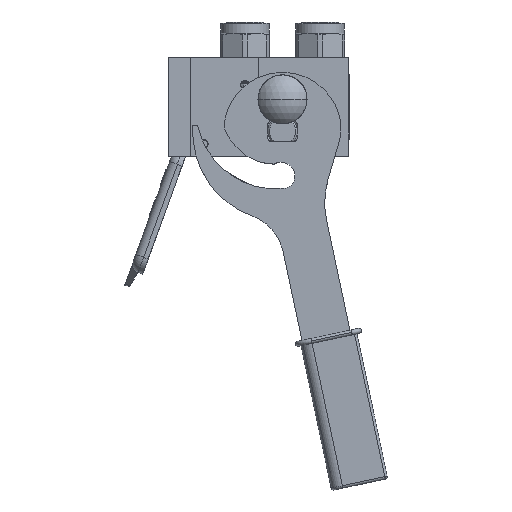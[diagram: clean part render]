
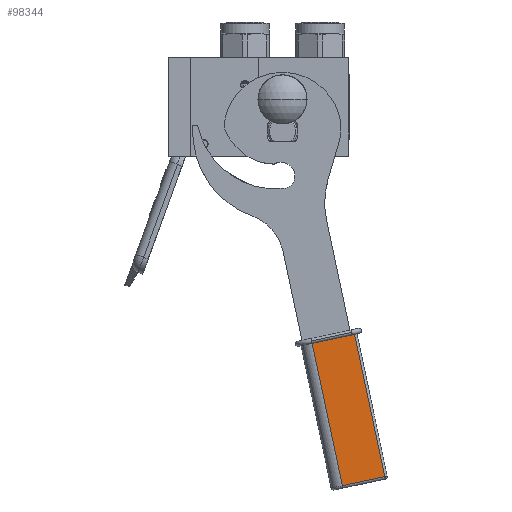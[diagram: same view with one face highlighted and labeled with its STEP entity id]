
A CAD part, front view. The second image highlights one B-rep face of the part: STEP entity #98344.
In plain terms, the highlighted face is planar.
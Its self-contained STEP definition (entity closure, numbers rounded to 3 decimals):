
#99 = VERTEX_POINT ( 'NONE', #54194 ) ;
#1069 = FACE_OUTER_BOUND ( 'NONE', #27649, .T. ) ;
#4407 = DIRECTION ( 'NONE',  ( 0., -1., 0. ) ) ;
#6335 = VERTEX_POINT ( 'NONE', #35120 ) ;
#6548 = VERTEX_POINT ( 'NONE', #91237 ) ;
#9012 = EDGE_CURVE ( 'NONE', #6548, #6335, #47212, .T. ) ;
#10551 = ORIENTED_EDGE ( 'NONE', *, *, #114415, .T. ) ;
#12012 = CARTESIAN_POINT ( 'NONE',  ( 8., 92., -10.5 ) ) ;
#12591 = DIRECTION ( 'NONE',  ( 1., 0., 0. ) ) ;
#14708 = VECTOR ( 'NONE', #67279, 1000. ) ;
#17875 = ORIENTED_EDGE ( 'NONE', *, *, #113535, .T. ) ;
#27649 = EDGE_LOOP ( 'NONE', ( #90031, #10551, #97792, #17875 ) ) ;
#28083 = LINE ( 'NONE', #68196, #101733 ) ;
#35120 = CARTESIAN_POINT ( 'NONE',  ( 8., 3., -10.5 ) ) ;
#45375 = AXIS2_PLACEMENT_3D ( 'NONE', #57434, #12591, #103842 ) ;
#47212 = LINE ( 'NONE', #118648, #48726 ) ;
#48726 = VECTOR ( 'NONE', #119834, 1000. ) ;
#54194 = CARTESIAN_POINT ( 'NONE',  ( 8., 92., 16. ) ) ;
#57434 = CARTESIAN_POINT ( 'NONE',  ( 8., 0., 17.5 ) ) ;
#58234 = PLANE ( 'NONE',  #45375 ) ;
#65334 = LINE ( 'NONE', #77317, #14708 ) ;
#67279 = DIRECTION ( 'NONE',  ( 0., 0., -1. ) ) ;
#68196 = CARTESIAN_POINT ( 'NONE',  ( 8., 92., 16. ) ) ;
#77317 = CARTESIAN_POINT ( 'NONE',  ( 8., 92., 16. ) ) ;
#90031 = ORIENTED_EDGE ( 'NONE', *, *, #94589, .F. ) ;
#90386 = DIRECTION ( 'NONE',  ( 0., 1., 0. ) ) ;
#91237 = CARTESIAN_POINT ( 'NONE',  ( 8., 3., 16. ) ) ;
#92573 = VERTEX_POINT ( 'NONE', #12012 ) ;
#94589 = EDGE_CURVE ( 'NONE', #99, #92573, #65334, .T. ) ;
#97792 = ORIENTED_EDGE ( 'NONE', *, *, #9012, .T. ) ;
#98344 = ADVANCED_FACE ( 'NONE', ( #1069 ), #58234, .T. ) ;
#101733 = VECTOR ( 'NONE', #4407, 1000. ) ;
#103842 = DIRECTION ( 'NONE',  ( 0., 0., -1. ) ) ;
#113535 = EDGE_CURVE ( 'NONE', #6335, #92573, #119001, .T. ) ;
#114415 = EDGE_CURVE ( 'NONE', #99, #6548, #28083, .T. ) ;
#117514 = CARTESIAN_POINT ( 'NONE',  ( 8., 3., -10.5 ) ) ;
#117529 = VECTOR ( 'NONE', #90386, 1000. ) ;
#118648 = CARTESIAN_POINT ( 'NONE',  ( 8., 3., 16. ) ) ;
#119001 = LINE ( 'NONE', #117514, #117529 ) ;
#119834 = DIRECTION ( 'NONE',  ( 0., 0., -1. ) ) ;
